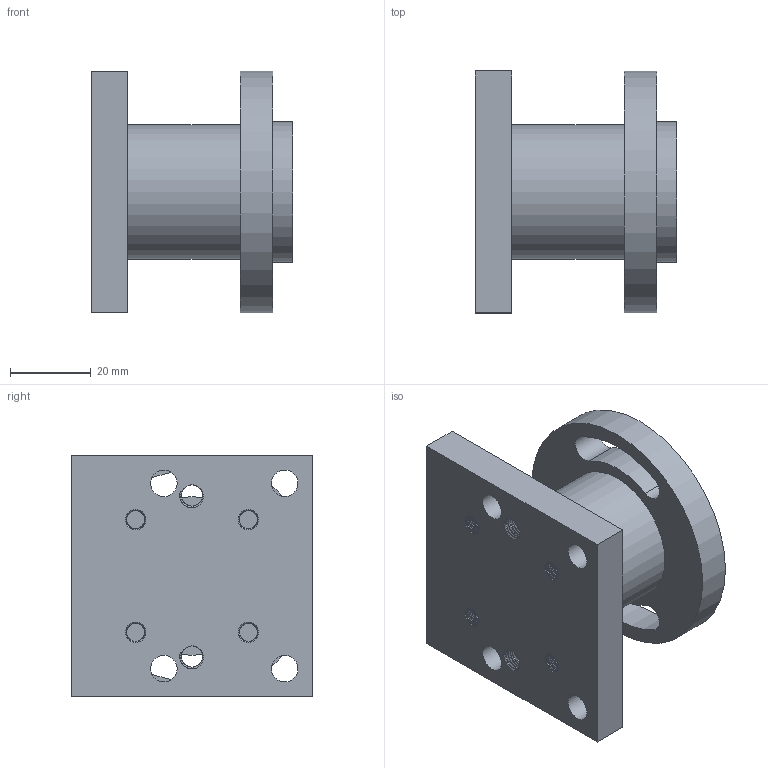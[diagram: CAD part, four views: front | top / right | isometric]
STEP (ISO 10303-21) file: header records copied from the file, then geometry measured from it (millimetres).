
FILE_DESCRIPTION(/* description */ (''),/* implementation_level */ '2;1');
FILE_NAME(/* name */ '41505025-af4a-49a7-9a57-cf586457b9ac.stp',/* time_stamp */ '2024-10-08T19:10:19Z',/* author */ (''),/* organization */ (''),/* preprocessor_version */ 'ST-DEVELOPER v20',/* originating_system */ 'Autodesk Translation Framework v13.20.0.188',/* authorisation */ '');
FILE_SCHEMA (('AUTOMOTIVE_DESIGN { 1 0 10303 214 3 1 1 }'));
Length unit declared in the file: millimetre
Products named in the file (1): SE 01_054
Bounding box: 50 x 60 x 60 mm (x, y, z)
Volume: 79098.6 mm3; surface area: 20227 mm2
Topology: 1 solids, 1 shells, 244 faces, 713 edges, 474 vertices
Faces by surface type: cylinder 215, plane 13, bspline 12, cone 4
Full cylindrical faces by diameter (mm): 4.529 x36, 5.086 x20, 5.283 x12, 6.12 x6, 6.6 x4, 33.5 x1, 35 x1, 60 x1
Entity records: 20200 total; most frequent: CARTESIAN_POINT 14472, ORIENTED_EDGE 1426, DIRECTION 817, EDGE_CURVE 713, VERTEX_POINT 474, B_SPLINE_CURVE_WITH_KNOTS 428, AXIS2_PLACEMENT_3D 299, EDGE_LOOP 271
